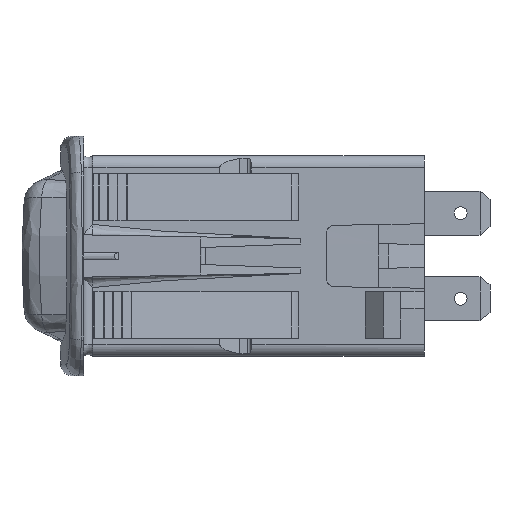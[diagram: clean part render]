
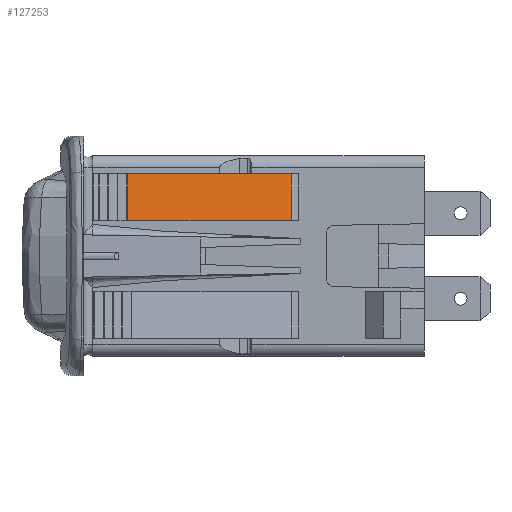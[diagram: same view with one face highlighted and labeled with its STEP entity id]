
A CAD part, left-side view. The second image highlights one B-rep face of the part: STEP entity #127253.
In plain terms, the highlighted planar face has unit normal (-0.951, -0.31, 0).
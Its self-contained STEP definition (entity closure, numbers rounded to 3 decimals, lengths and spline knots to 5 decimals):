
#52843=DIRECTION('',(-0.311,0.951,0.));
#52844=VECTOR('',#52843,0.73281);
#52845=CARTESIAN_POINT('',(-0.78744,0.56513,0.15));
#52846=LINE('',#52845,#52844);
#52907=DIRECTION('',(-0.311,0.951,0.));
#52908=VECTOR('',#52907,0.73281);
#52909=CARTESIAN_POINT('',(-0.78744,0.56513,0.35));
#52910=LINE('',#52909,#52908);
#52982=DIRECTION('',(0.,0.,1.));
#52983=VECTOR('',#52982,0.2);
#52984=CARTESIAN_POINT('',(-0.78744,0.56513,0.15));
#52985=LINE('',#52984,#52983);
#52995=DIRECTION('',(0.,0.,1.));
#52996=VECTOR('',#52995,0.2);
#52997=CARTESIAN_POINT('',(-1.015,1.26172,0.15));
#52998=LINE('',#52997,#52996);
#63588=CARTESIAN_POINT('',(-1.015,1.26172,0.15));
#63589=CARTESIAN_POINT('',(-1.015,1.26172,0.35));
#63590=VERTEX_POINT('',#63588);
#63591=VERTEX_POINT('',#63589);
#63596=CARTESIAN_POINT('',(-0.78744,0.56513,0.15));
#63597=CARTESIAN_POINT('',(-0.78744,0.56513,0.35));
#63598=VERTEX_POINT('',#63596);
#63599=VERTEX_POINT('',#63597);
#127241=CARTESIAN_POINT('',(-0.7825,0.55,0.15));
#127242=DIRECTION('',(0.951,0.311,0.));
#127243=DIRECTION('',(-0.311,0.951,0.));
#127244=AXIS2_PLACEMENT_3D('',#127241,#127242,#127243);
#127245=PLANE('',#127244);
#127246=ORIENTED_EDGE('',*,*,#127235,.F.);
#127247=ORIENTED_EDGE('',*,*,#127089,.T.);
#127249=ORIENTED_EDGE('',*,*,#127248,.T.);
#127250=ORIENTED_EDGE('',*,*,#127153,.F.);
#127251=EDGE_LOOP('',(#127246,#127247,#127249,#127250));
#127252=FACE_OUTER_BOUND('',#127251,.F.);
#127089=EDGE_CURVE('',#63598,#63590,#52846,.T.);
#127153=EDGE_CURVE('',#63599,#63591,#52910,.T.);
#127235=EDGE_CURVE('',#63598,#63599,#52985,.T.);
#127248=EDGE_CURVE('',#63590,#63591,#52998,.T.);
#127253=ADVANCED_FACE('',(#127252),#127245,.F.);
